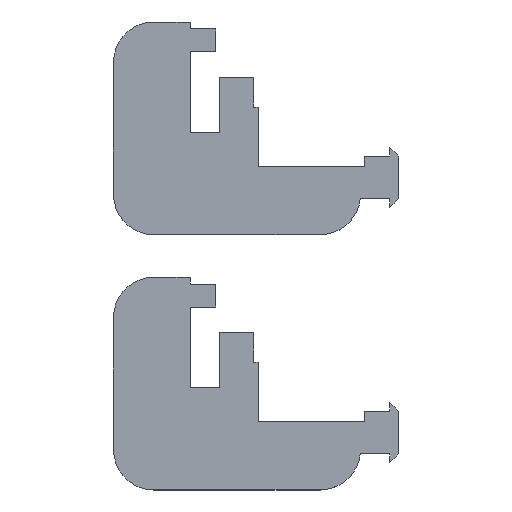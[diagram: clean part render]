
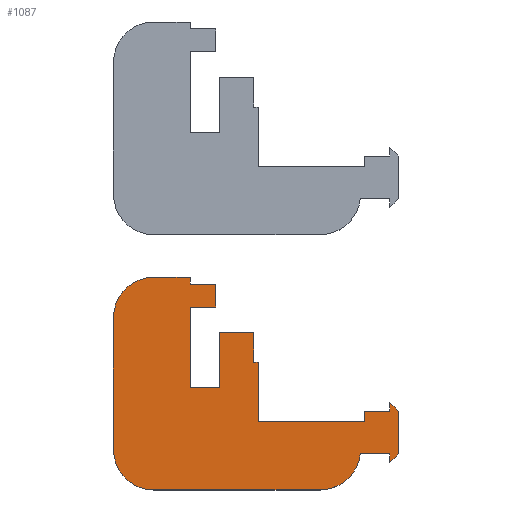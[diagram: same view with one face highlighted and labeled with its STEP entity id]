
A CAD part, top view. The second image highlights one B-rep face of the part: STEP entity #1087.
In plain terms, the highlighted planar face has unit normal (0, 0, 1).
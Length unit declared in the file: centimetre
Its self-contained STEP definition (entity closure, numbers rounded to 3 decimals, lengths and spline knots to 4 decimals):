
#43=PLANE('',#1166);
#97=FACE_OUTER_BOUND('',#153,.T.);
#153=EDGE_LOOP('',(#903,#904,#905,#906,#907,#908,#909,#910,#911,#912,#913,
#914,#915,#916,#917,#918,#919,#920,#921,#922,#923,#924,#925,#926,#927,#928));
#253=LINE('',#1648,#397);
#256=LINE('',#1654,#400);
#257=LINE('',#1658,#401);
#258=LINE('',#1662,#402);
#259=LINE('',#1664,#403);
#260=LINE('',#1666,#404);
#261=LINE('',#1668,#405);
#262=LINE('',#1670,#406);
#263=LINE('',#1672,#407);
#264=LINE('',#1674,#408);
#265=LINE('',#1676,#409);
#266=LINE('',#1678,#410);
#267=LINE('',#1680,#411);
#268=LINE('',#1682,#412);
#269=LINE('',#1684,#413);
#270=LINE('',#1686,#414);
#271=LINE('',#1688,#415);
#272=LINE('',#1690,#416);
#273=LINE('',#1692,#417);
#274=LINE('',#1694,#418);
#275=LINE('',#1696,#419);
#276=LINE('',#1698,#420);
#277=LINE('',#1699,#421);
#397=VECTOR('',#1348,1.);
#400=VECTOR('',#1353,1.);
#401=VECTOR('',#1356,1.);
#402=VECTOR('',#1359,1.);
#403=VECTOR('',#1360,1.);
#404=VECTOR('',#1361,1.);
#405=VECTOR('',#1362,1.);
#406=VECTOR('',#1363,1.);
#407=VECTOR('',#1364,1.);
#408=VECTOR('',#1365,1.);
#409=VECTOR('',#1366,1.);
#410=VECTOR('',#1367,1.);
#411=VECTOR('',#1368,1.);
#412=VECTOR('',#1369,1.);
#413=VECTOR('',#1370,1.);
#414=VECTOR('',#1371,1.);
#415=VECTOR('',#1372,1.);
#416=VECTOR('',#1373,1.);
#417=VECTOR('',#1374,1.);
#418=VECTOR('',#1375,1.);
#419=VECTOR('',#1376,1.);
#420=VECTOR('',#1377,1.);
#421=VECTOR('',#1378,1.);
#473=CIRCLE('',#1163,0.95);
#475=CIRCLE('',#1167,0.95);
#476=CIRCLE('',#1168,0.95);
#531=VERTEX_POINT('',#1638);
#532=VERTEX_POINT('',#1639);
#535=VERTEX_POINT('',#1647);
#537=VERTEX_POINT('',#1653);
#538=VERTEX_POINT('',#1655);
#539=VERTEX_POINT('',#1657);
#540=VERTEX_POINT('',#1659);
#541=VERTEX_POINT('',#1661);
#542=VERTEX_POINT('',#1663);
#543=VERTEX_POINT('',#1665);
#544=VERTEX_POINT('',#1667);
#545=VERTEX_POINT('',#1669);
#546=VERTEX_POINT('',#1671);
#547=VERTEX_POINT('',#1673);
#548=VERTEX_POINT('',#1675);
#549=VERTEX_POINT('',#1677);
#550=VERTEX_POINT('',#1679);
#551=VERTEX_POINT('',#1681);
#552=VERTEX_POINT('',#1683);
#553=VERTEX_POINT('',#1685);
#554=VERTEX_POINT('',#1687);
#555=VERTEX_POINT('',#1689);
#556=VERTEX_POINT('',#1691);
#557=VERTEX_POINT('',#1693);
#558=VERTEX_POINT('',#1695);
#559=VERTEX_POINT('',#1697);
#661=EDGE_CURVE('',#531,#532,#473,.T.);
#665=EDGE_CURVE('',#535,#532,#253,.T.);
#668=EDGE_CURVE('',#531,#537,#256,.T.);
#669=EDGE_CURVE('',#538,#537,#475,.T.);
#670=EDGE_CURVE('',#538,#539,#257,.T.);
#671=EDGE_CURVE('',#540,#539,#476,.T.);
#672=EDGE_CURVE('',#540,#541,#258,.T.);
#673=EDGE_CURVE('',#541,#542,#259,.T.);
#674=EDGE_CURVE('',#542,#543,#260,.T.);
#675=EDGE_CURVE('',#543,#544,#261,.T.);
#676=EDGE_CURVE('',#544,#545,#262,.T.);
#677=EDGE_CURVE('',#545,#546,#263,.T.);
#678=EDGE_CURVE('',#546,#547,#264,.T.);
#679=EDGE_CURVE('',#547,#548,#265,.T.);
#680=EDGE_CURVE('',#548,#549,#266,.T.);
#681=EDGE_CURVE('',#549,#550,#267,.T.);
#682=EDGE_CURVE('',#550,#551,#268,.T.);
#683=EDGE_CURVE('',#551,#552,#269,.T.);
#684=EDGE_CURVE('',#552,#553,#270,.T.);
#685=EDGE_CURVE('',#553,#554,#271,.T.);
#686=EDGE_CURVE('',#554,#555,#272,.T.);
#687=EDGE_CURVE('',#555,#556,#273,.T.);
#688=EDGE_CURVE('',#556,#557,#274,.T.);
#689=EDGE_CURVE('',#557,#558,#275,.T.);
#690=EDGE_CURVE('',#558,#559,#276,.T.);
#691=EDGE_CURVE('',#559,#535,#277,.T.);
#903=ORIENTED_EDGE('',*,*,#661,.F.);
#904=ORIENTED_EDGE('',*,*,#668,.T.);
#905=ORIENTED_EDGE('',*,*,#669,.F.);
#906=ORIENTED_EDGE('',*,*,#670,.T.);
#907=ORIENTED_EDGE('',*,*,#671,.F.);
#908=ORIENTED_EDGE('',*,*,#672,.T.);
#909=ORIENTED_EDGE('',*,*,#673,.T.);
#910=ORIENTED_EDGE('',*,*,#674,.T.);
#911=ORIENTED_EDGE('',*,*,#675,.T.);
#912=ORIENTED_EDGE('',*,*,#676,.T.);
#913=ORIENTED_EDGE('',*,*,#677,.T.);
#914=ORIENTED_EDGE('',*,*,#678,.T.);
#915=ORIENTED_EDGE('',*,*,#679,.T.);
#916=ORIENTED_EDGE('',*,*,#680,.T.);
#917=ORIENTED_EDGE('',*,*,#681,.T.);
#918=ORIENTED_EDGE('',*,*,#682,.T.);
#919=ORIENTED_EDGE('',*,*,#683,.T.);
#920=ORIENTED_EDGE('',*,*,#684,.T.);
#921=ORIENTED_EDGE('',*,*,#685,.T.);
#922=ORIENTED_EDGE('',*,*,#686,.T.);
#923=ORIENTED_EDGE('',*,*,#687,.T.);
#924=ORIENTED_EDGE('',*,*,#688,.T.);
#925=ORIENTED_EDGE('',*,*,#689,.T.);
#926=ORIENTED_EDGE('',*,*,#690,.T.);
#927=ORIENTED_EDGE('',*,*,#691,.T.);
#928=ORIENTED_EDGE('',*,*,#665,.T.);
#1087=ADVANCED_FACE('',(#97),#43,.T.);
#1163=AXIS2_PLACEMENT_3D('',#1640,#1340,#1341);
#1166=AXIS2_PLACEMENT_3D('',#1652,#1351,#1352);
#1167=AXIS2_PLACEMENT_3D('',#1656,#1354,#1355);
#1168=AXIS2_PLACEMENT_3D('',#1660,#1357,#1358);
#1340=DIRECTION('center_axis',(0.,0.,-1.));
#1341=DIRECTION('ref_axis',(-0.707,0.707,0.));
#1348=DIRECTION('',(-1.,0.,0.));
#1351=DIRECTION('center_axis',(0.,0.,1.));
#1352=DIRECTION('ref_axis',(1.,0.,0.));
#1353=DIRECTION('',(0.,-1.,0.));
#1354=DIRECTION('center_axis',(0.,0.,-1.));
#1355=DIRECTION('ref_axis',(-0.707,-0.707,0.));
#1356=DIRECTION('',(1.,0.,0.));
#1357=DIRECTION('center_axis',(0.,0.,-1.));
#1358=DIRECTION('ref_axis',(0.994,-0.105,0.));
#1359=DIRECTION('',(1.,0.,0.));
#1360=DIRECTION('',(0.,-1.,0.));
#1361=DIRECTION('',(0.707,0.707,0.));
#1362=DIRECTION('',(0.,1.,0.));
#1363=DIRECTION('',(-0.707,0.707,0.));
#1364=DIRECTION('',(0.,-1.,0.));
#1365=DIRECTION('',(-1.,0.,0.));
#1366=DIRECTION('',(0.,-1.,0.));
#1367=DIRECTION('',(-1.,0.,0.));
#1368=DIRECTION('',(0.,1.,0.));
#1369=DIRECTION('',(-1.,0.,0.));
#1370=DIRECTION('',(0.,1.,0.));
#1371=DIRECTION('',(-1.,0.,0.));
#1372=DIRECTION('',(0.,-1.,0.));
#1373=DIRECTION('',(-1.,0.,0.));
#1374=DIRECTION('',(0.,1.,0.));
#1375=DIRECTION('',(1.,0.,0.));
#1376=DIRECTION('',(0.,1.,0.));
#1377=DIRECTION('',(-1.,0.,0.));
#1378=DIRECTION('',(0.,1.,0.));
#1638=CARTESIAN_POINT('',(-10.,-1.95,0.6));
#1639=CARTESIAN_POINT('',(-9.05,-1.,0.6));
#1640=CARTESIAN_POINT('Origin',(-9.05,-1.95,0.6));
#1647=CARTESIAN_POINT('',(-8.2,-1.,0.6));
#1648=CARTESIAN_POINT('',(-10.,-1.,0.6));
#1652=CARTESIAN_POINT('Origin',(-6.65,-3.5,0.6));
#1653=CARTESIAN_POINT('',(-10.,-5.05,0.6));
#1654=CARTESIAN_POINT('',(-10.,-6.,0.6));
#1655=CARTESIAN_POINT('',(-9.05,-6.,0.6));
#1656=CARTESIAN_POINT('Origin',(-9.05,-5.05,0.6));
#1657=CARTESIAN_POINT('',(-5.1447,-6.,0.6));
#1658=CARTESIAN_POINT('',(-4.2,-6.,0.6));
#1659=CARTESIAN_POINT('',(-4.2,-5.15,0.6));
#1660=CARTESIAN_POINT('Origin',(-5.1447,-5.05,0.6));
#1661=CARTESIAN_POINT('',(-3.51,-5.15,0.6));
#1662=CARTESIAN_POINT('',(-3.51,-5.15,0.6));
#1663=CARTESIAN_POINT('',(-3.51,-5.36,0.6));
#1664=CARTESIAN_POINT('',(-3.51,-5.36,0.6));
#1665=CARTESIAN_POINT('',(-3.3,-5.15,0.6));
#1666=CARTESIAN_POINT('',(-3.3,-5.15,0.6));
#1667=CARTESIAN_POINT('',(-3.3,-4.15,0.6));
#1668=CARTESIAN_POINT('',(-3.3,-4.15,0.6));
#1669=CARTESIAN_POINT('',(-3.51,-3.94,0.6));
#1670=CARTESIAN_POINT('',(-3.51,-3.94,0.6));
#1671=CARTESIAN_POINT('',(-3.51,-4.15,0.6));
#1672=CARTESIAN_POINT('',(-3.51,-4.15,0.6));
#1673=CARTESIAN_POINT('',(-4.1,-4.15,0.6));
#1674=CARTESIAN_POINT('',(-4.1,-4.15,0.6));
#1675=CARTESIAN_POINT('',(-4.1,-4.4,0.6));
#1676=CARTESIAN_POINT('',(-4.1,-4.4,0.6));
#1677=CARTESIAN_POINT('',(-6.6,-4.4,0.6));
#1678=CARTESIAN_POINT('',(-6.6,-4.4,0.6));
#1679=CARTESIAN_POINT('',(-6.6,-3.,0.6));
#1680=CARTESIAN_POINT('',(-6.6,-3.,0.6));
#1681=CARTESIAN_POINT('',(-6.7,-3.,0.6));
#1682=CARTESIAN_POINT('',(-6.7,-3.,0.6));
#1683=CARTESIAN_POINT('',(-6.7,-2.3,0.6));
#1684=CARTESIAN_POINT('',(-6.7,-2.3,0.6));
#1685=CARTESIAN_POINT('',(-7.5,-2.3,0.6));
#1686=CARTESIAN_POINT('',(-7.5,-2.3,0.6));
#1687=CARTESIAN_POINT('',(-7.5,-3.6,0.6));
#1688=CARTESIAN_POINT('',(-7.5,-3.6,0.6));
#1689=CARTESIAN_POINT('',(-8.2,-3.6,0.6));
#1690=CARTESIAN_POINT('',(-8.2,-3.6,0.6));
#1691=CARTESIAN_POINT('',(-8.2,-1.7,0.6));
#1692=CARTESIAN_POINT('',(-8.2,-1.7,0.6));
#1693=CARTESIAN_POINT('',(-7.6,-1.7,0.6));
#1694=CARTESIAN_POINT('',(-7.6,-1.7,0.6));
#1695=CARTESIAN_POINT('',(-7.6,-1.1629,0.6));
#1696=CARTESIAN_POINT('',(-7.6,-1.1629,0.6));
#1697=CARTESIAN_POINT('',(-8.2,-1.1629,0.6));
#1698=CARTESIAN_POINT('',(-8.2,-1.1629,0.6));
#1699=CARTESIAN_POINT('',(-8.2,-1.,0.6));
